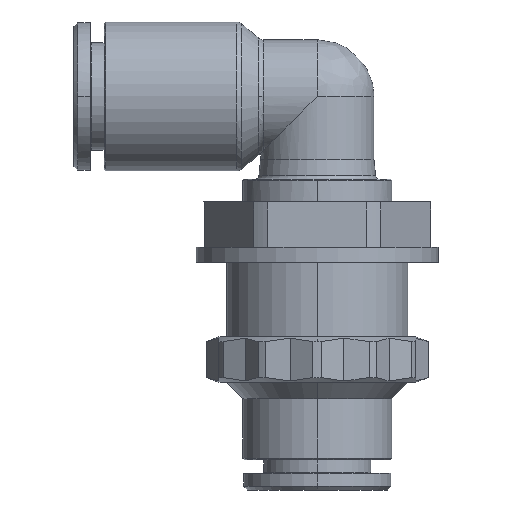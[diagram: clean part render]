
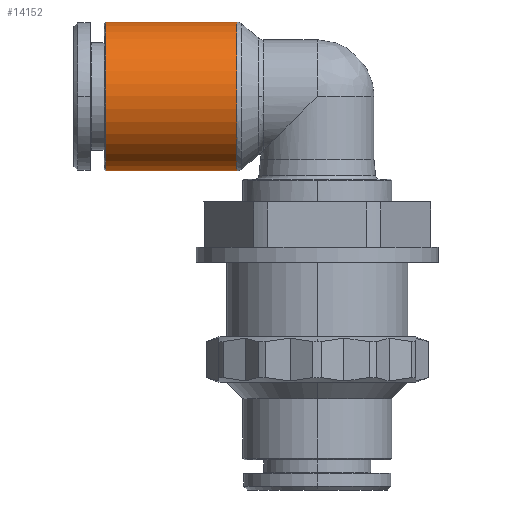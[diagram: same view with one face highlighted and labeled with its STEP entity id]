
A CAD part, left-side view. The second image highlights one B-rep face of the part: STEP entity #14152.
In plain terms, the highlighted cylindrical face has radius 9.85 mm (diameter 19.7 mm), a partial arc.
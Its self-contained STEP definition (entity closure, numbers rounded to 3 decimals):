
#120 = EDGE_CURVE ( 'NONE', #389, #18826, #18164, .T. ) ;
#389 = VERTEX_POINT ( 'NONE', #14538 ) ;
#505 = DIRECTION ( 'NONE',  ( -1., 0., 0. ) ) ;
#507 = VECTOR ( 'NONE', #8829, 1000. ) ;
#1306 = CARTESIAN_POINT ( 'NONE',  ( -18.3, 0., 21.8 ) ) ;
#1829 = CARTESIAN_POINT ( 'NONE',  ( -28., 0., 41.5 ) ) ;
#1886 = DIRECTION ( 'NONE',  ( 0., 0., 1. ) ) ;
#2606 = CARTESIAN_POINT ( 'NONE',  ( -10.664, 0., 41.5 ) ) ;
#3573 = AXIS2_PLACEMENT_3D ( 'NONE', #4046, #6221, #1886 ) ;
#3622 = CIRCLE ( 'NONE', #18348, 9.85 ) ;
#4046 = CARTESIAN_POINT ( 'NONE',  ( -18.3, 0., 31.65 ) ) ;
#4204 = ORIENTED_EDGE ( 'NONE', *, *, #120, .T. ) ;
#4771 = LINE ( 'NONE', #1306, #507 ) ;
#4792 = EDGE_CURVE ( 'NONE', #389, #26194, #4771, .T. ) ;
#5599 = LINE ( 'NONE', #12884, #9855 ) ;
#6221 = DIRECTION ( 'NONE',  ( -1., 0., 0. ) ) ;
#8829 = DIRECTION ( 'NONE',  ( -1., 0., 0. ) ) ;
#9167 = VERTEX_POINT ( 'NONE', #1829 ) ;
#9855 = VECTOR ( 'NONE', #13172, 1000. ) ;
#10511 = ORIENTED_EDGE ( 'NONE', *, *, #24456, .T. ) ;
#11069 = AXIS2_PLACEMENT_3D ( 'NONE', #24818, #505, #29390 ) ;
#12770 = CARTESIAN_POINT ( 'NONE',  ( -28., 0., 31.65 ) ) ;
#12884 = CARTESIAN_POINT ( 'NONE',  ( -18.3, 0., 41.5 ) ) ;
#13172 = DIRECTION ( 'NONE',  ( -1., 0., 0. ) ) ;
#14152 = ADVANCED_FACE ( 'NONE', ( #14567 ), #19520, .T. ) ;
#14538 = CARTESIAN_POINT ( 'NONE',  ( -10.664, 0., 21.8 ) ) ;
#14567 = FACE_OUTER_BOUND ( 'NONE', #16614, .T. ) ;
#16614 = EDGE_LOOP ( 'NONE', ( #23933, #4204, #10511, #23253 ) ) ;
#17628 = CARTESIAN_POINT ( 'NONE',  ( -28., 0., 21.8 ) ) ;
#18164 = CIRCLE ( 'NONE', #11069, 9.85 ) ;
#18348 = AXIS2_PLACEMENT_3D ( 'NONE', #12770, #28554, #21734 ) ;
#18826 = VERTEX_POINT ( 'NONE', #2606 ) ;
#19520 = CYLINDRICAL_SURFACE ( 'NONE', #3573, 9.85 ) ;
#21734 = DIRECTION ( 'NONE',  ( 0., 0., 1. ) ) ;
#23253 = ORIENTED_EDGE ( 'NONE', *, *, #28734, .T. ) ;
#23933 = ORIENTED_EDGE ( 'NONE', *, *, #4792, .F. ) ;
#24456 = EDGE_CURVE ( 'NONE', #18826, #9167, #5599, .T. ) ;
#24818 = CARTESIAN_POINT ( 'NONE',  ( -10.664, 0., 31.65 ) ) ;
#26194 = VERTEX_POINT ( 'NONE', #17628 ) ;
#28554 = DIRECTION ( 'NONE',  ( 1., 0., 0. ) ) ;
#28734 = EDGE_CURVE ( 'NONE', #9167, #26194, #3622, .T. ) ;
#29390 = DIRECTION ( 'NONE',  ( 0., 0., 1. ) ) ;
